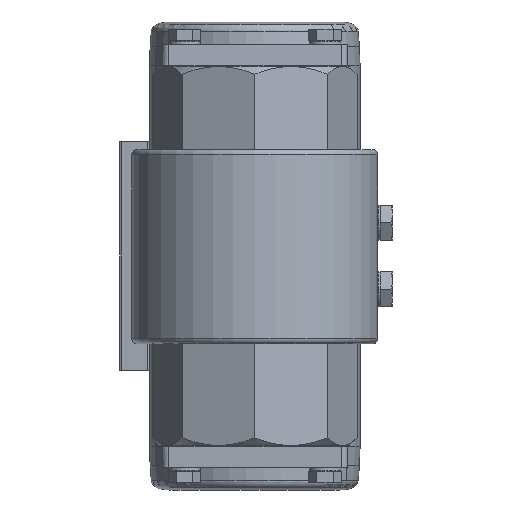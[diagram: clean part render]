
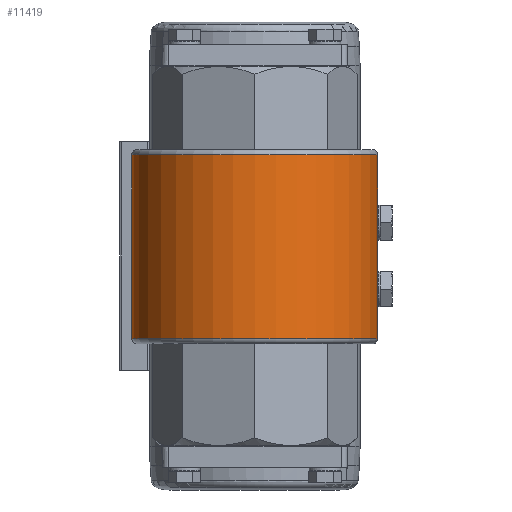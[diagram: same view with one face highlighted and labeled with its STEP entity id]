
A CAD part, front view. The second image highlights one B-rep face of the part: STEP entity #11419.
In plain terms, the highlighted cylindrical face has radius 35 mm (diameter 70 mm), a full revolution.
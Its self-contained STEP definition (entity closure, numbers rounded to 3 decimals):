
#415=CIRCLE('',#12348,35.);
#416=CIRCLE('',#12349,35.);
#987=CYLINDRICAL_SURFACE('',#12347,35.);
#2674=ORIENTED_EDGE('',*,*,#5944,.F.);
#2675=ORIENTED_EDGE('',*,*,#5945,.F.);
#2676=ORIENTED_EDGE('',*,*,#5946,.T.);
#5944=EDGE_CURVE('',#7571,#7571,#415,.T.);
#5945=EDGE_CURVE('',#7572,#7572,#8648,.T.);
#5946=EDGE_CURVE('',#7573,#7573,#416,.T.);
#7571=VERTEX_POINT('',#17520);
#7572=VERTEX_POINT('',#17540);
#7573=VERTEX_POINT('',#17542);
#8648=B_SPLINE_CURVE_WITH_KNOTS('',3,(#17521,#17522,#17523,#17524,#17525,
#17526,#17527,#17528,#17529,#17530,#17531,#17532,#17533,#17534,#17535,#17536,
#17537,#17538,#17539),.UNSPECIFIED.,.T.,.F.,(1,1,1,1,1,1,1,1,1,1,1,1,1,
1,1,1,1,1,1,1,1,1,1),(-0.013,-0.009,-0.004,
0.,0.004,0.009,0.013,0.017,
0.022,0.026,0.03,0.035,
0.039,0.043,0.048,0.052,
0.056,0.061,0.065,0.069,
0.074,0.078,0.082),.UNSPECIFIED.);
#8959=EDGE_LOOP('',(#2674));
#8960=EDGE_LOOP('',(#2675));
#8961=EDGE_LOOP('',(#2676));
#9994=FACE_BOUND('',#8959,.T.);
#9995=FACE_BOUND('',#8960,.T.);
#9996=FACE_BOUND('',#8961,.T.);
#11419=ADVANCED_FACE('',(#9994,#9995,#9996),#987,.T.);
#12347=AXIS2_PLACEMENT_3D('',#17518,#13841,#13842);
#12348=AXIS2_PLACEMENT_3D('',#17519,#13843,#13844);
#12349=AXIS2_PLACEMENT_3D('',#17541,#13845,#13846);
#13841=DIRECTION('',(0.,0.,-1.));
#13842=DIRECTION('',(-1.,0.,0.));
#13843=DIRECTION('',(0.,0.,-1.));
#13844=DIRECTION('',(-1.,0.,0.));
#13845=DIRECTION('',(0.,0.,-1.));
#13846=DIRECTION('',(-1.,0.,0.));
#17518=CARTESIAN_POINT('',(0.,0.,-25.));
#17519=CARTESIAN_POINT('',(0.,0.,-23.5));
#17520=CARTESIAN_POINT('',(-35.,0.,-23.5));
#17521=CARTESIAN_POINT('',(4.353,34.809,-10.414));
#17522=CARTESIAN_POINT('',(-0.001,35.095,-11.293));
#17523=CARTESIAN_POINT('',(-4.348,34.81,-10.415));
#17524=CARTESIAN_POINT('',(-7.98,34.127,-7.974));
#17525=CARTESIAN_POINT('',(-10.415,33.428,-4.345));
#17526=CARTESIAN_POINT('',(-11.291,33.126,-0.01));
#17527=CARTESIAN_POINT('',(-10.42,33.427,4.339));
#17528=CARTESIAN_POINT('',(-7.976,34.128,7.979));
#17529=CARTESIAN_POINT('',(-4.343,34.81,10.416));
#17530=CARTESIAN_POINT('',(-0.005,35.095,11.291));
#17531=CARTESIAN_POINT('',(4.338,34.811,10.42));
#17532=CARTESIAN_POINT('',(7.975,34.128,7.98));
#17533=CARTESIAN_POINT('',(10.416,33.428,4.345));
#17534=CARTESIAN_POINT('',(11.291,33.126,0.002));
#17535=CARTESIAN_POINT('',(10.418,33.427,-4.341));
#17536=CARTESIAN_POINT('',(7.979,34.127,-7.974));
#17537=CARTESIAN_POINT('',(4.353,34.809,-10.414));
#17538=CARTESIAN_POINT('',(-0.001,35.095,-11.293));
#17539=CARTESIAN_POINT('',(-4.348,34.81,-10.415));
#17540=CARTESIAN_POINT('',(0.,35.,-11.));
#17541=CARTESIAN_POINT('',(0.,0.,28.8));
#17542=CARTESIAN_POINT('',(-35.,0.,28.8));
